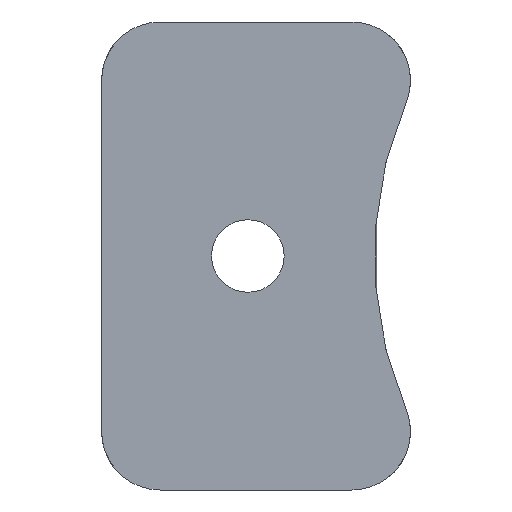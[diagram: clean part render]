
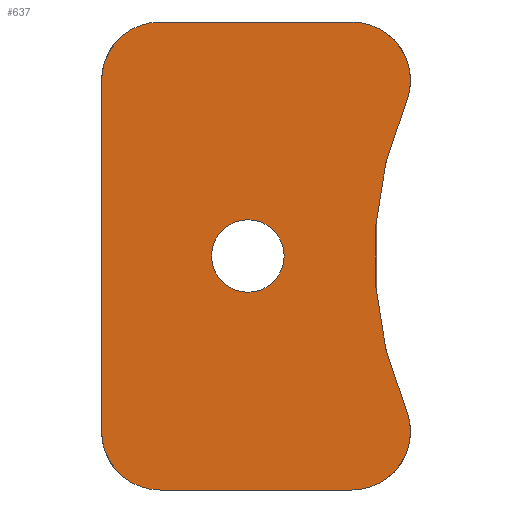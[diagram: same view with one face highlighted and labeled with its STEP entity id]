
A CAD part, left-side view. The second image highlights one B-rep face of the part: STEP entity #637.
In plain terms, the highlighted planar face has unit normal (-1, 0, 0).
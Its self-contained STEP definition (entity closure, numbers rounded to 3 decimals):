
#52=FACE_BOUND('',#152,.T.);
#65=PLANE('',#726);
#111=FACE_OUTER_BOUND('',#151,.T.);
#151=EDGE_LOOP('',(#573,#574,#575,#576,#577,#578,#579,#580));
#152=EDGE_LOOP('',(#581));
#168=LINE('',#1086,#203);
#185=LINE('',#1353,#220);
#188=LINE('',#1364,#223);
#203=VECTOR('',#828,10.);
#220=VECTOR('',#889,10.);
#223=VECTOR('',#904,10.);
#224=CIRCLE('',#663,3.1);
#251=CIRCLE('',#712,5.);
#253=CIRCLE('',#715,33.333);
#255=CIRCLE('',#718,5.);
#258=CIRCLE('',#724,5.);
#259=CIRCLE('',#727,5.);
#271=VERTEX_POINT('',#935);
#299=VERTEX_POINT('',#1083);
#300=VERTEX_POINT('',#1085);
#319=VERTEX_POINT('',#1329);
#320=VERTEX_POINT('',#1331);
#322=VERTEX_POINT('',#1338);
#324=VERTEX_POINT('',#1345);
#326=VERTEX_POINT('',#1351);
#328=VERTEX_POINT('',#1360);
#329=EDGE_CURVE('',#271,#271,#224,.T.);
#369=EDGE_CURVE('',#300,#299,#168,.T.);
#396=EDGE_CURVE('',#319,#320,#251,.T.);
#400=EDGE_CURVE('',#322,#320,#253,.T.);
#405=EDGE_CURVE('',#324,#299,#255,.T.);
#408=EDGE_CURVE('',#324,#326,#185,.T.);
#412=EDGE_CURVE('',#300,#328,#258,.T.);
#414=EDGE_CURVE('',#319,#328,#188,.T.);
#415=EDGE_CURVE('',#322,#326,#259,.T.);
#573=ORIENTED_EDGE('',*,*,#405,.F.);
#574=ORIENTED_EDGE('',*,*,#408,.T.);
#575=ORIENTED_EDGE('',*,*,#415,.F.);
#576=ORIENTED_EDGE('',*,*,#400,.T.);
#577=ORIENTED_EDGE('',*,*,#396,.F.);
#578=ORIENTED_EDGE('',*,*,#414,.T.);
#579=ORIENTED_EDGE('',*,*,#412,.F.);
#580=ORIENTED_EDGE('',*,*,#369,.T.);
#581=ORIENTED_EDGE('',*,*,#329,.T.);
#637=ADVANCED_FACE('',(#111,#52),#65,.T.);
#663=AXIS2_PLACEMENT_3D('',#936,#744,#745);
#712=AXIS2_PLACEMENT_3D('',#1332,#866,#867);
#715=AXIS2_PLACEMENT_3D('',#1339,#874,#875);
#718=AXIS2_PLACEMENT_3D('',#1347,#883,#884);
#724=AXIS2_PLACEMENT_3D('',#1361,#899,#900);
#726=AXIS2_PLACEMENT_3D('',#1365,#905,#906);
#727=AXIS2_PLACEMENT_3D('',#1366,#907,#908);
#744=DIRECTION('center_axis',(1.,0.,0.));
#745=DIRECTION('ref_axis',(0.,0.,1.));
#828=DIRECTION('',(0.,0.,-1.));
#866=DIRECTION('center_axis',(1.,0.,0.));
#867=DIRECTION('ref_axis',(0.,-0.834,0.552));
#874=DIRECTION('center_axis',(1.,0.,0.));
#875=DIRECTION('ref_axis',(0.,-0.8,-0.6));
#883=DIRECTION('center_axis',(1.,0.,0.));
#884=DIRECTION('ref_axis',(0.,0.707,-0.707));
#889=DIRECTION('',(0.,-1.,0.));
#899=DIRECTION('center_axis',(1.,0.,0.));
#900=DIRECTION('ref_axis',(0.,0.707,0.707));
#904=DIRECTION('',(0.,1.,0.));
#905=DIRECTION('center_axis',(-1.,0.,0.));
#906=DIRECTION('ref_axis',(0.,0.,1.));
#907=DIRECTION('center_axis',(1.,0.,0.));
#908=DIRECTION('ref_axis',(0.,-0.834,-0.552));
#935=CARTESIAN_POINT('',(-125.,17.5,-3.1));
#936=CARTESIAN_POINT('Origin',(-125.,17.5,0.));
#1083=CARTESIAN_POINT('',(-125.,30.,-15.));
#1085=CARTESIAN_POINT('',(-125.,30.,15.));
#1086=CARTESIAN_POINT('',(-125.,30.,20.));
#1329=CARTESIAN_POINT('',(-125.,8.61,20.));
#1331=CARTESIAN_POINT('',(-125.,4.009,13.043));
#1332=CARTESIAN_POINT('Origin',(-125.,8.61,15.));
#1338=CARTESIAN_POINT('',(-125.,4.009,-13.043));
#1339=CARTESIAN_POINT('Origin',(-125.,-26.667,0.));
#1345=CARTESIAN_POINT('',(-125.,25.,-20.));
#1347=CARTESIAN_POINT('Origin',(-125.,25.,-15.));
#1351=CARTESIAN_POINT('',(-125.,8.61,-20.));
#1353=CARTESIAN_POINT('',(-125.,30.,-20.));
#1360=CARTESIAN_POINT('',(-125.,25.,20.));
#1361=CARTESIAN_POINT('Origin',(-125.,25.,15.));
#1364=CARTESIAN_POINT('',(-125.,0.,20.));
#1365=CARTESIAN_POINT('Origin',(-125.,15.,0.));
#1366=CARTESIAN_POINT('Origin',(-125.,8.61,-15.));
